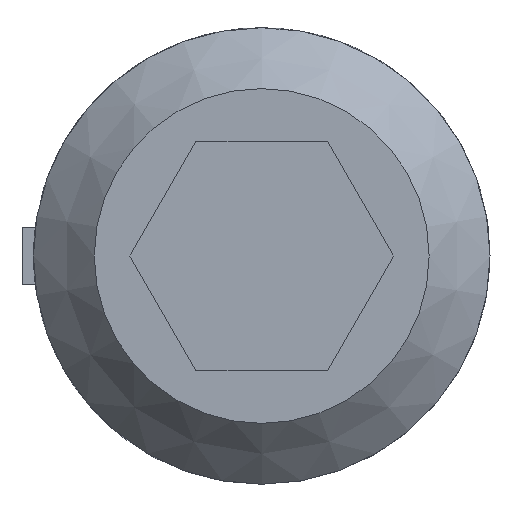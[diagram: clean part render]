
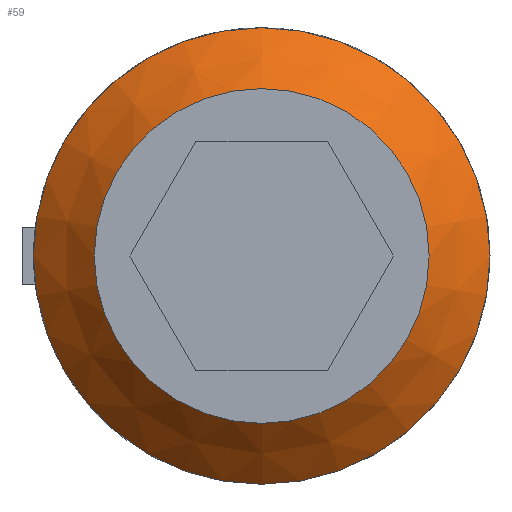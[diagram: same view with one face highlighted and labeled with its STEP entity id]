
A CAD part, left-side view. The second image highlights one B-rep face of the part: STEP entity #59.
In plain terms, the highlighted conical face has half-angle 45 degrees and reference radius 2.2 mm.
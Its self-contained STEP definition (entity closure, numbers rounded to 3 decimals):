
#59 = ADVANCED_FACE( '', ( #141, #142 ), #143, .T. );
#141 = FACE_OUTER_BOUND( '', #251, .T. );
#142 = FACE_BOUND( '', #252, .T. );
#143 = CONICAL_SURFACE( '', #253, 2.2, 0.785 );
#251 = EDGE_LOOP( '', ( #362 ) );
#252 = EDGE_LOOP( '', ( #363 ) );
#253 = AXIS2_PLACEMENT_3D( '', #364, #365, #366 );
#362 = ORIENTED_EDGE( '', *, *, #608, .F. );
#363 = ORIENTED_EDGE( '', *, *, #609, .T. );
#364 = CARTESIAN_POINT( '', ( 0., 0., 0. ) );
#365 = DIRECTION( '', ( 1., 0., 0. ) );
#366 = DIRECTION( '', ( 0., 0., -1. ) );
#608 = EDGE_CURVE( '', #709, #709, #710, .T. );
#609 = EDGE_CURVE( '', #711, #711, #712, .T. );
#709 = VERTEX_POINT( '', #852 );
#710 = CIRCLE( '', #853, 3. );
#711 = VERTEX_POINT( '', #854 );
#712 = CIRCLE( '', #855, 2.2 );
#852 = CARTESIAN_POINT( '', ( 0.8, 0., -3. ) );
#853 = AXIS2_PLACEMENT_3D( '', #1038, #1039, #1040 );
#854 = CARTESIAN_POINT( '', ( 0., 0., -2.2 ) );
#855 = AXIS2_PLACEMENT_3D( '', #1041, #1042, #1043 );
#1038 = CARTESIAN_POINT( '', ( 0.8, 0., 0. ) );
#1039 = DIRECTION( '', ( 1., 0., 0. ) );
#1040 = DIRECTION( '', ( 0., 0., -1. ) );
#1041 = CARTESIAN_POINT( '', ( 0., 0., 0. ) );
#1042 = DIRECTION( '', ( 1., 0., 0. ) );
#1043 = DIRECTION( '', ( 0., 0., -1. ) );
